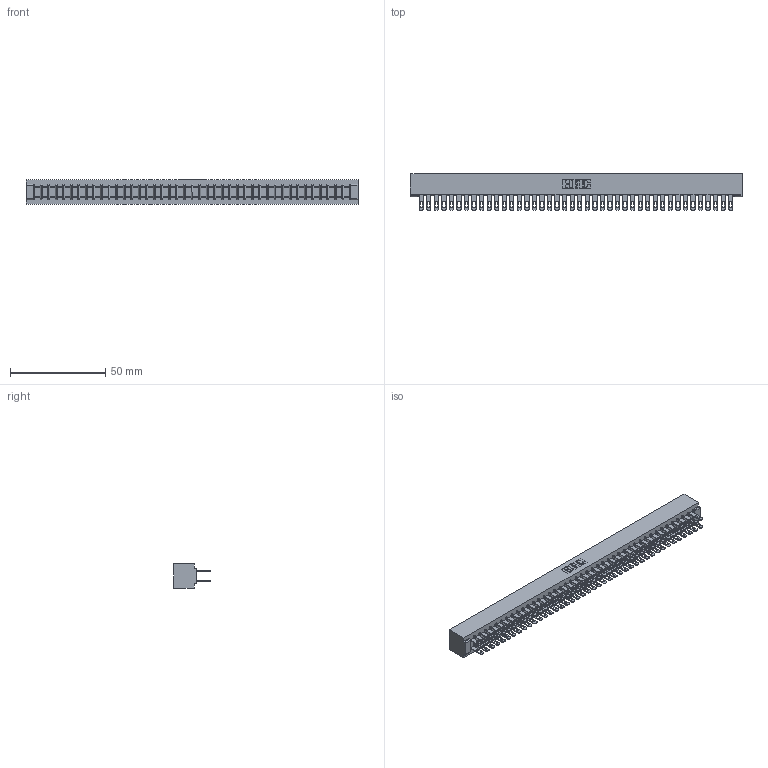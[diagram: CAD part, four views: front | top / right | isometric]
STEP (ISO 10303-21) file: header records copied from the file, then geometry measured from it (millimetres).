
FILE_DESCRIPTION (( 'STEP AP203' ), '1' );
FILE_NAME ('357-084-400-201.STEP', '2020-10-04T08:53:49', ( '' ), ( '' ), 'SwSTEP 2.0', 'SolidWorks 2020', '' );
FILE_SCHEMA (( 'CONFIG_CONTROL_DESIGN' ));
Length unit declared in the file: inch
Products named in the file (3): 357-084-400-201; 307 Part_No Mounting Lugs; 307-290-001_500
Assembly tree (85 placements, depth 2):
  357-084-400-201
    307 Part_No Mounting Lugs
    307-290-001_500  x84
Bounding box: 174.29 x 19.18 x 12.7 mm (x, y, z)
Volume: 19322.4 mm3; surface area: 25293.8 mm2
Topology: 85 solids, 85 shells, 4017 faces, 11219 edges, 7250 vertices
Faces by surface type: plane 2586, cylinder 1345, sphere 86
Entity records: 37046 total; most frequent: CARTESIAN_POINT 6054, ORIENTED_EDGE 5998, DIRECTION 5931, EDGE_CURVE 2999, VECTOR 2301, LINE 2301, VERTEX_POINT 1938, AXIS2_PLACEMENT_3D 1815
